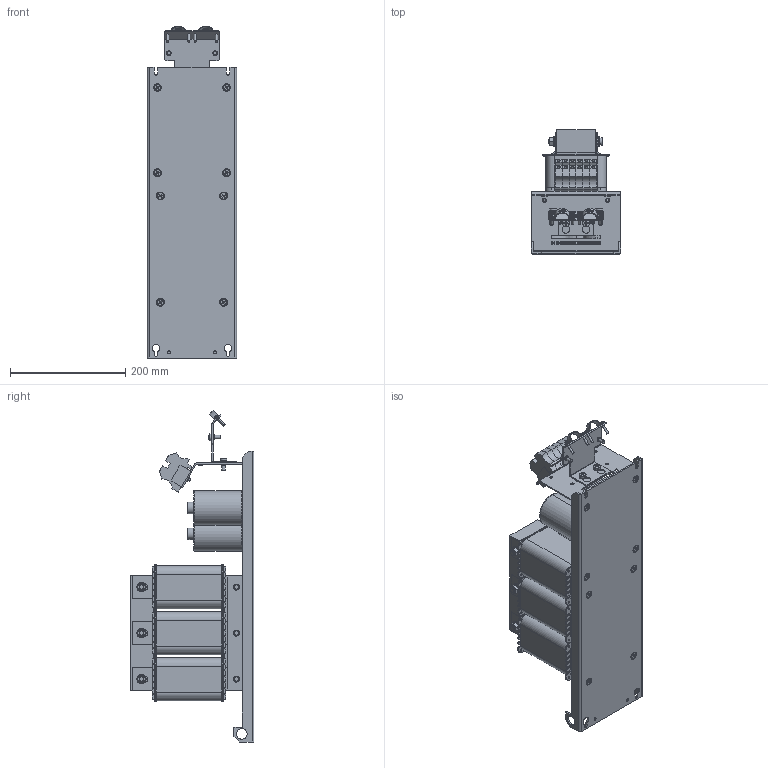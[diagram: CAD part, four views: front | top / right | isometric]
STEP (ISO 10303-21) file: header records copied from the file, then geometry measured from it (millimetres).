
FILE_DESCRIPTION (( 'STEP AP214' ), '1' );
FILE_NAME ('B 1002050.STEP', '2014-04-24T10:39:37', ( '' ), ( '' ), 'SwSTEP 2.0', 'SolidWorks 2012', '' );
FILE_SCHEMA (( 'AUTOMOTIVE_DESIGN' ));
Length unit declared in the file: millimetre
Products named in the file (26): U5DIN127; U5DIN125; M5x10-DIN7985; M6x16-DIN7985; countersunk flat head cross recess screw_din_ISO 7046-1 - M6 x 10 - Z --- 10N; pan head cross collar screw_din_DIN 967 - M4 x 20 - Z --- 18.6N; plain washer large_din_Washer DIN 9021 - 10.5; U6DIN125; hex nut style 1 gradeab_din_Hexagon Nut ISO 4032 - M8 - D - N; M8x90-DIN84; plain washer grade a_din_Washer DIN 125 - A 8.4; Isolierbuchse M8_M05; +1095-0158; Kern f黵 B 1002050; UI120-71oD; Wickel 3UI 120_71; WDU 16N beige +2210-0079; +3810-0126; #060-0434; #050-0972; #040-1306_Gewindet》e M6; #040-1307_Gewindet》e M6 und M8; TS35x72; D57a; #050-0935; B 1002050
Assembly tree (89 placements, depth 2):
  B 1002050
    #050-0935
    D57a  x6
    TS35x72
    #040-1307_Gewindet》e M6 und M8
    #040-1306_Gewindet》e M6
    #050-0972
    #060-0434
    +3810-0126  x3
    WDU 16N beige +2210-0079  x6
    Wickel 3UI 120_71  x3
    UI120-71oD  x3
    Kern f黵 B 1002050
    +1095-0158  x2
    Isolierbuchse M8_M05  x9
    plain washer grade a_din_Washer DIN 125 - A 8.4  x9
    M8x90-DIN84  x6
    hex nut style 1 gradeab_din_Hexagon Nut ISO 4032 - M8 - D - N  x3
    U6DIN125  x4
    plain washer large_din_Washer DIN 9021 - 10.5  x6
    pan head cross collar screw_din_DIN 967 - M4 x 20 - Z --- 18.6N  x4
    countersunk flat head cross recess screw_din_ISO 7046-1 - M6 x 10 - Z --- 10N  x8
    M6x16-DIN7985  x4
    M5x10-DIN7985  x2
    U5DIN125  x2
    U5DIN127  x2
Bounding box: 155 x 215.5 x 577.13 mm (x, y, z)
Volume: 5225339.1 mm3; surface area: 1281472.8 mm2
Topology: 91 solids, 91 shells, 3556 faces, 8640 edges, 5332 vertices
Faces by surface type: plane 1730, cylinder 1272, torus 324, cone 162, bspline 48, sphere 20
Entity records: 45072 total; most frequent: CARTESIAN_POINT 7934, DIRECTION 7823, ORIENTED_EDGE 7106, EDGE_CURVE 3553, AXIS2_PLACEMENT_3D 2821, VERTEX_POINT 2196, LINE 2181, VECTOR 2181
